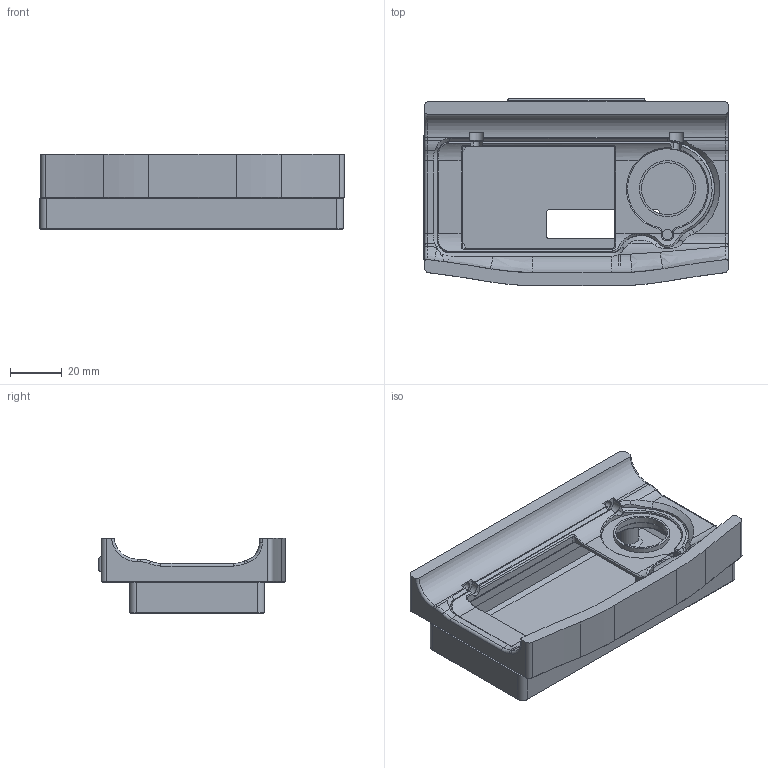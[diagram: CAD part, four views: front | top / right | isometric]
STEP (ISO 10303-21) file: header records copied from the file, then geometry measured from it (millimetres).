
FILE_DESCRIPTION(/* description */ (''),/* implementation_level */ '2;1');
FILE_NAME(/* name */ 'mini_12864_fixed_case.step',/* time_stamp */ '2021-08-09T16:34:21-07:00',/* author */ (''),/* organization */ (''),/* preprocessor_version */ 'ST-DEVELOPER v18.1',/* originating_system */ 'Autodesk Translation Framework v10.9.0.1377',/* authorisation */ '');
FILE_SCHEMA (('AUTOMOTIVE_DESIGN { 1 0 10303 214 3 1 1 }'));
Length unit declared in the file: millimetre
Products named in the file (4): Mini12864 LCD Fixed Case; LCD_Front; LCD_Accent; LCD_RearCover
Assembly tree (3 placements, depth 2):
  Mini12864 LCD Fixed Case
    LCD_Front
    LCD_Accent
    LCD_RearCover
Bounding box: 117.35 x 72 x 29.1 mm (x, y, z)
Volume: 65873.6 mm3; surface area: 43153.7 mm2
Topology: 3 solids, 3 shells, 559 faces, 1424 edges, 871 vertices
Faces by surface type: plane 244, cylinder 145, cone 107, bspline 52, torus 11
Full cylindrical faces by diameter (mm): 3.4 x2, 3.5 x4, 4 x1, 4.7 x4, 6 x4, 20 x1, 21.6 x1
Entity records: 20812 total; most frequent: CARTESIAN_POINT 7301, ORIENTED_EDGE 2848, DIRECTION 2760, EDGE_CURVE 1424, AXIS2_PLACEMENT_3D 970, VERTEX_POINT 871, LINE 820, VECTOR 820
